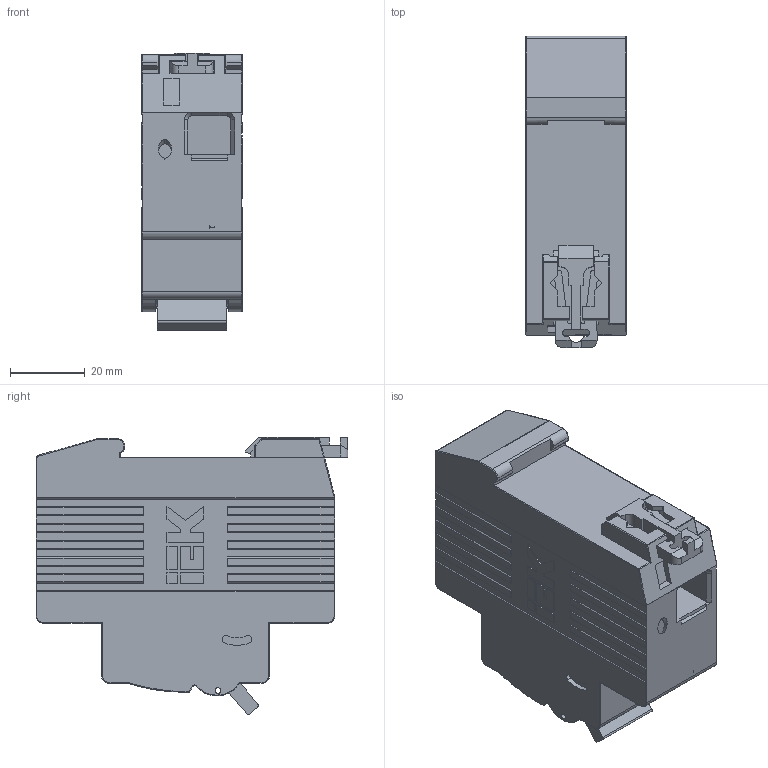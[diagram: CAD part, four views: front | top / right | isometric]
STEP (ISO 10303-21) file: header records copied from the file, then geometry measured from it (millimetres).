
FILE_DESCRIPTION (( 'STEP AP214' ), '1' );
FILE_NAME ('MVA40-1-006-C.STEP', '2025-02-06T10:10:50', ( '' ), ( '' ), 'SwSTEP 2.0', 'SolidWorks 2022', '' );
FILE_SCHEMA (( 'AUTOMOTIVE_DESIGN' ));
Length unit declared in the file: millimetre
Products named in the file (1): MVA40-1-006-C
Bounding box: 27 x 83.5 x 74.21 mm (x, y, z)
Volume: 115652.3 mm3; surface area: 20955.9 mm2
Topology: 1 solids, 11 shells, 661 faces, 1733 edges, 1113 vertices
Faces by surface type: plane 403, cylinder 187, bspline 23, torus 18, cone 16, sphere 14
Entity records: 20815 total; most frequent: CARTESIAN_POINT 4674, ORIENTED_EDGE 3444, DIRECTION 3230, EDGE_CURVE 1722, VECTOR 1242, LINE 1242, VERTEX_POINT 1113, AXIS2_PLACEMENT_3D 994
